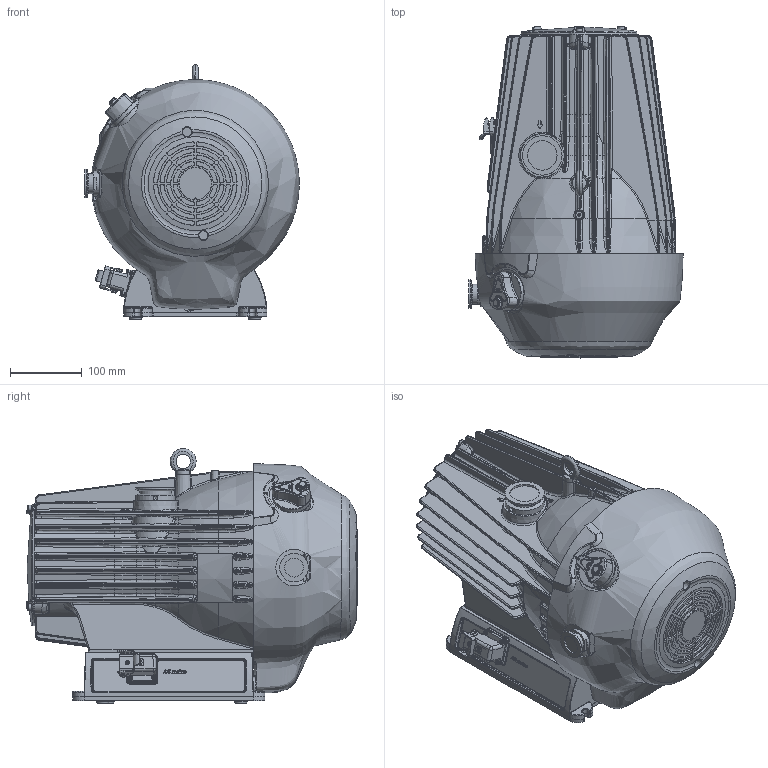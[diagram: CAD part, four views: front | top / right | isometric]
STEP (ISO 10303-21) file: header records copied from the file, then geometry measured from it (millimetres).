
FILE_DESCRIPTION(/* description */ ('Transferdokumente HiScroll 40, 3-ph'),/* implementation_level */ '2;1');
FILE_NAME(/* name */ 'PD 900 024_SW.stp',/* time_stamp */ '2024-12-04T11:06:59+01:00',/* author */ ('SCHAEFER'),/* organization */ (''),/* preprocessor_version */ 'ST-DEVELOPER v18.1',/* originating_system */ 'Autodesk Inventor 2021',/* authorisation */ '');
FILE_SCHEMA (('AUTOMOTIVE_DESIGN { 1 0 10303 214 3 1 1 }'));
Products named in the file (1): PD 900 024_SW
Bounding box: 298.83 x 462.65 x 355.4 mm (x, y, z)
Volume: 20565098.7 mm3; surface area: 991898.2 mm2
Topology: 1 solids, 50 shells, 4559 faces, 11947 edges, 7538 vertices
Faces by surface type: bspline 1991, plane 1149, cylinder 683, cone 383, torus 252, sphere 101
Full cylindrical faces by diameter (mm): 0.753 x1, 0.986 x1, 2 x3, 2.459 x14, 3.1 x1, 3.2 x1, 3.242 x4, 4 x4, 4.134 x8, 4.8 x3, 5 x7, 5.4 x6, 5.5 x4, 5.54 x6, 5.8 x1, 6 x3, 6.7 x1, 7 x1, 8.5 x3, 9 x4, 9.73 x1, 11 x1, 12 x4, 13.5 x4, 16 x1, 19.1 x4, 20 x1, 25 x1, 26.2 x1, 28 x2
Entity records: 217365 total; most frequent: CARTESIAN_POINT 113978, ORIENTED_EDGE 23716, DIRECTION 15477, EDGE_CURVE 11863, VERTEX_POINT 7538, AXIS2_PLACEMENT_3D 6070, B_SPLINE_CURVE_WITH_KNOTS 4871, EDGE_LOOP 4814
